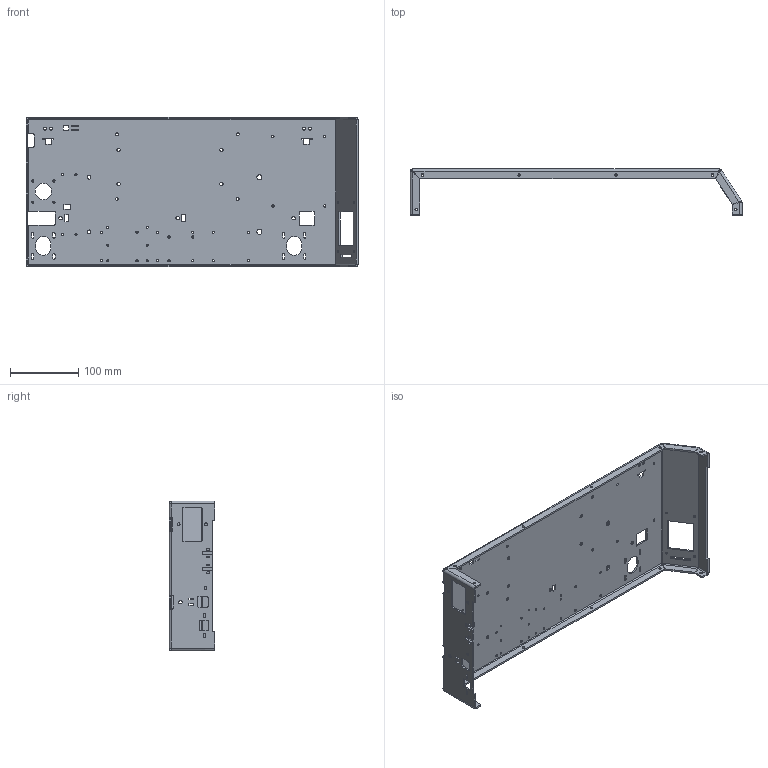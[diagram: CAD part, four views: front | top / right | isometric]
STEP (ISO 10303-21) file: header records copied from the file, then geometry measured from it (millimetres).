
FILE_DESCRIPTION (( 'STEP AP203' ), '1' );
FILE_NAME ('Base.STEP', '2018-10-07T19:00:14', ( '' ), ( '' ), 'SwSTEP 2.0', 'SolidWorks 2018', '' );
FILE_SCHEMA (( 'CONFIG_CONTROL_DESIGN' ));
Length unit declared in the file: millimetre
Products named in the file (1): Base
Bounding box: 487.57 x 67.5 x 220 mm (x, y, z)
Volume: 330744.4 mm3; surface area: 275294.7 mm2
Topology: 1 solids, 1 shells, 518 faces, 1456 edges, 936 vertices
Faces by surface type: cylinder 312, plane 194, bspline 12
Entity records: 17913 total; most frequent: CARTESIAN_POINT 3595, DIRECTION 3046, ORIENTED_EDGE 2912, EDGE_CURVE 1456, AXIS2_PLACEMENT_3D 1107, VERTEX_POINT 936, VECTOR 832, LINE 832
